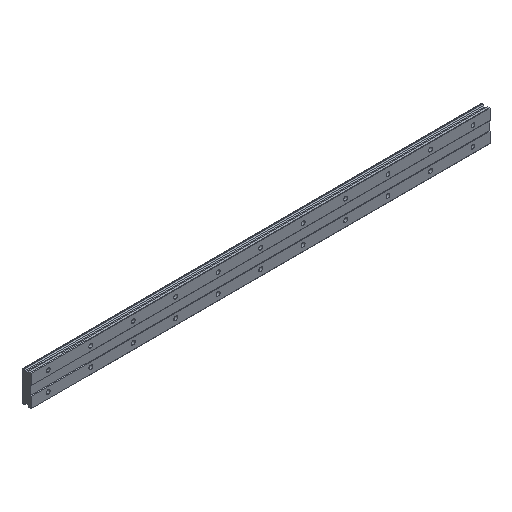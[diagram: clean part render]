
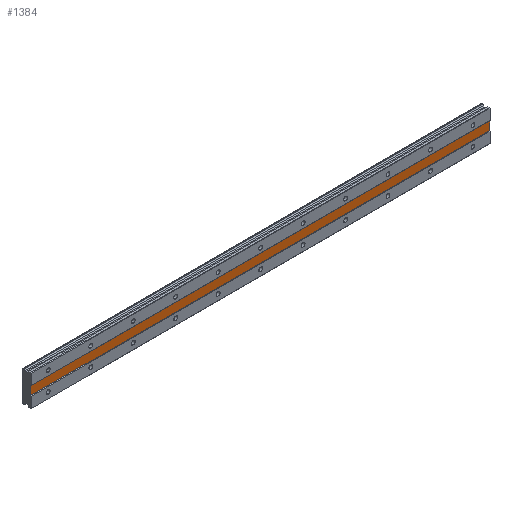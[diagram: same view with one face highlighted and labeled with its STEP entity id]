
A CAD part, isometric view. The second image highlights one B-rep face of the part: STEP entity #1384.
In plain terms, the highlighted planar face has unit normal (0, -1, 0).
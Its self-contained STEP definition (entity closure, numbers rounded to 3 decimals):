
#86 = DIRECTION ( 'NONE',  ( 0., 1., 0. ) ) ;
#257 = CARTESIAN_POINT ( 'NONE',  ( 520., 0.5, 18.34 ) ) ;
#362 = AXIS2_PLACEMENT_3D ( 'NONE', #2589, #86, #519 ) ;
#371 = VERTEX_POINT ( 'NONE', #2123 ) ;
#403 = VECTOR ( 'NONE', #2787, 1000. ) ;
#421 = EDGE_CURVE ( 'NONE', #3759, #1108, #1749, .T. ) ;
#481 = LINE ( 'NONE', #1602, #820 ) ;
#519 = DIRECTION ( 'NONE',  ( 0., 0., 1. ) ) ;
#525 = DIRECTION ( 'NONE',  ( 0., 0., -1. ) ) ;
#820 = VECTOR ( 'NONE', #525, 1000. ) ;
#837 = ORIENTED_EDGE ( 'NONE', *, *, #4147, .F. ) ;
#1108 = VERTEX_POINT ( 'NONE', #4449 ) ;
#1160 = ORIENTED_EDGE ( 'NONE', *, *, #421, .F. ) ;
#1168 = DIRECTION ( 'NONE',  ( -1., 0., 0. ) ) ;
#1356 = ORIENTED_EDGE ( 'NONE', *, *, #2190, .T. ) ;
#1378 = CARTESIAN_POINT ( 'NONE',  ( 520., 0.5, 5. ) ) ;
#1384 = ADVANCED_FACE ( 'NONE', ( #4352 ), #4308, .F. ) ;
#1602 = CARTESIAN_POINT ( 'NONE',  ( -20., 0.5, 18.34 ) ) ;
#1614 = ORIENTED_EDGE ( 'NONE', *, *, #3136, .T. ) ;
#1675 = LINE ( 'NONE', #257, #3997 ) ;
#1749 = LINE ( 'NONE', #3718, #3908 ) ;
#1785 = VERTEX_POINT ( 'NONE', #2929 ) ;
#1968 = DIRECTION ( 'NONE',  ( 0., 0., -1. ) ) ;
#2123 = CARTESIAN_POINT ( 'NONE',  ( 520., 0.5, 5. ) ) ;
#2157 = EDGE_LOOP ( 'NONE', ( #1160, #837, #1614, #1356 ) ) ;
#2190 = EDGE_CURVE ( 'NONE', #1785, #1108, #481, .T. ) ;
#2589 = CARTESIAN_POINT ( 'NONE',  ( 520., 0.5, 5. ) ) ;
#2787 = DIRECTION ( 'NONE',  ( -1., 0., 0. ) ) ;
#2929 = CARTESIAN_POINT ( 'NONE',  ( -20., 0.5, 5. ) ) ;
#3136 = EDGE_CURVE ( 'NONE', #371, #1785, #4544, .T. ) ;
#3718 = CARTESIAN_POINT ( 'NONE',  ( 520., 0.5, -5. ) ) ;
#3759 = VERTEX_POINT ( 'NONE', #4549 ) ;
#3908 = VECTOR ( 'NONE', #1168, 1000. ) ;
#3997 = VECTOR ( 'NONE', #1968, 1000. ) ;
#4147 = EDGE_CURVE ( 'NONE', #371, #3759, #1675, .T. ) ;
#4308 = PLANE ( 'NONE',  #362 ) ;
#4352 = FACE_OUTER_BOUND ( 'NONE', #2157, .T. ) ;
#4449 = CARTESIAN_POINT ( 'NONE',  ( -20., 0.5, -5. ) ) ;
#4544 = LINE ( 'NONE', #1378, #403 ) ;
#4549 = CARTESIAN_POINT ( 'NONE',  ( 520., 0.5, -5. ) ) ;
